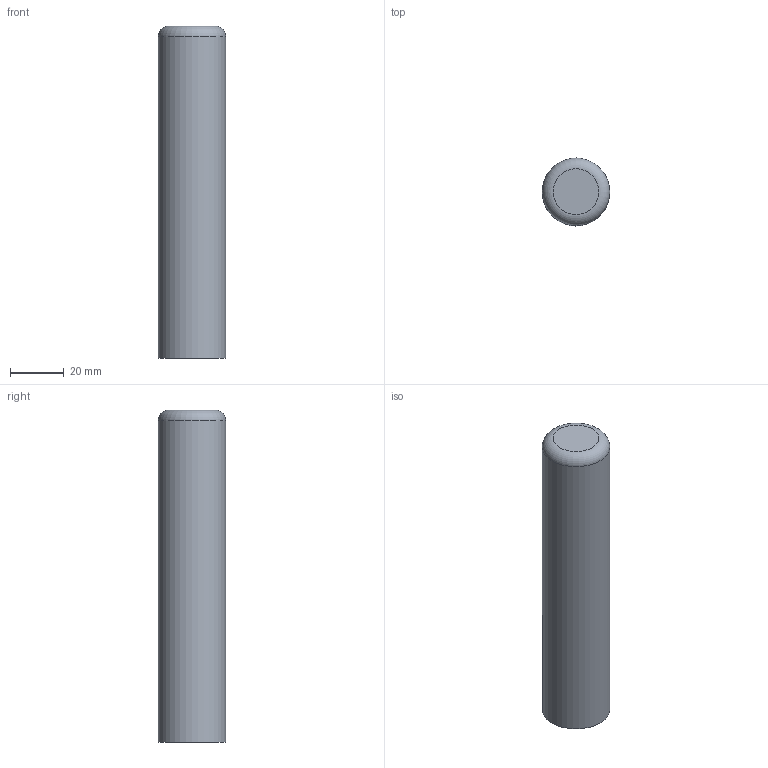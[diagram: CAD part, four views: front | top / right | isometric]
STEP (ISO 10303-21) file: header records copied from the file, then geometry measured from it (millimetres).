
FILE_DESCRIPTION(/* description */ (''),/* implementation_level */ '2;1');
FILE_NAME(/* name */ 'Diffueser.stp',/* time_stamp */ '2026-01-22T19:09:11Z',/* author */ ('Balint'),/* organization */ (''),/* preprocessor_version */ 'ST-DEVELOPER v20',/* originating_system */ 'Autodesk Inventor 2025',/* authorisation */ '');
FILE_SCHEMA (('AUTOMOTIVE_DESIGN { 1 0 10303 214 3 1 1 }'));
Length unit declared in the file: millimetre
Products named in the file (1): Diffueser
Bounding box: 25 x 25 x 123 mm (x, y, z)
Volume: 26358.1 mm3; surface area: 17735.2 mm2
Topology: 1 solids, 1 shells, 10 faces, 21 edges, 14 vertices
Faces by surface type: torus 4, plane 3, cylinder 2, cone 1
Full cylindrical faces by diameter (mm): 19 x1, 25 x1
Entity records: 342 total; most frequent: DIRECTION 61, CARTESIAN_POINT 46, ORIENTED_EDGE 42, AXIS2_PLACEMENT_3D 29, EDGE_CURVE 21, CIRCLE 18, VERTEX_POINT 14, EDGE_LOOP 11
